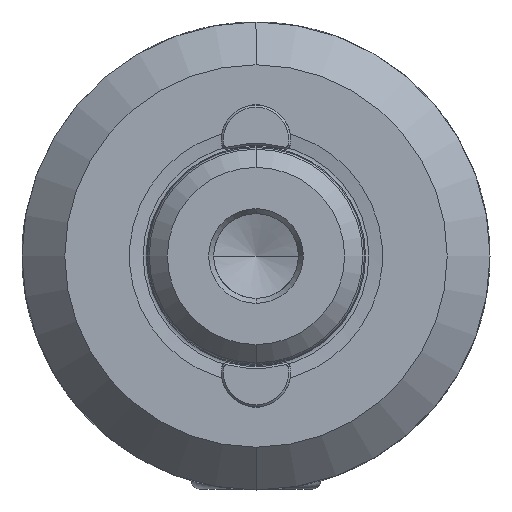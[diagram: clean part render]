
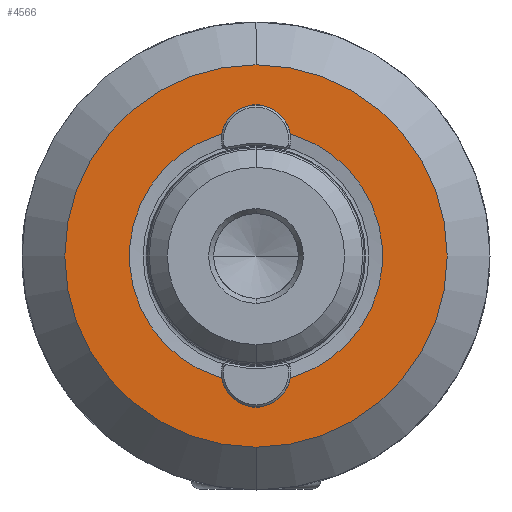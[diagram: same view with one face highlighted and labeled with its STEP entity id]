
A CAD part, left-side view. The second image highlights one B-rep face of the part: STEP entity #4566.
In plain terms, the highlighted planar face has unit normal (-1, 0, 0).
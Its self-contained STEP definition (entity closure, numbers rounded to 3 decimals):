
#411 = CARTESIAN_POINT ( 'NONE',  ( -53.75, 0., 0. ) ) ;
#439 = VERTEX_POINT ( 'NONE', #9199 ) ;
#2014 = PLANE ( 'NONE',  #19773 ) ;
#2452 = ORIENTED_EDGE ( 'NONE', *, *, #11978, .F. ) ;
#3051 = EDGE_CURVE ( 'NONE', #14105, #11373, #12962, .T. ) ;
#3158 = DIRECTION ( 'NONE',  ( 0., 0., 1. ) ) ;
#4019 = VERTEX_POINT ( 'NONE', #9614 ) ;
#4194 = ORIENTED_EDGE ( 'NONE', *, *, #5846, .T. ) ;
#4262 = EDGE_CURVE ( 'NONE', #11373, #33352, #6682, .T. ) ;
#4566 = ADVANCED_FACE ( 'NONE', ( #7078, #15021 ), #2014, .F. ) ;
#4969 = DIRECTION ( 'NONE',  ( 0., 0., 1. ) ) ;
#5198 = DIRECTION ( 'NONE',  ( -1., 0., 0. ) ) ;
#5785 = VERTEX_POINT ( 'NONE', #10486 ) ;
#5846 = EDGE_CURVE ( 'NONE', #5785, #439, #24167, .T. ) ;
#6138 = CIRCLE ( 'NONE', #19690, 2. ) ;
#6630 = ORIENTED_EDGE ( 'NONE', *, *, #24392, .F. ) ;
#6682 = CIRCLE ( 'NONE', #30282, 12.715 ) ;
#7078 = FACE_OUTER_BOUND ( 'NONE', #16926, .T. ) ;
#7237 = DIRECTION ( 'NONE',  ( 1., 0., 0. ) ) ;
#8621 = EDGE_CURVE ( 'NONE', #4019, #21119, #28096, .T. ) ;
#8665 = CIRCLE ( 'NONE', #30889, 2. ) ;
#9199 = CARTESIAN_POINT ( 'NONE',  ( -53.75, 0., 19.2 ) ) ;
#9614 = CARTESIAN_POINT ( 'NONE',  ( -53.75, 0., 15.2 ) ) ;
#10486 = CARTESIAN_POINT ( 'NONE',  ( -53.75, 0., -19.2 ) ) ;
#10580 = DIRECTION ( 'NONE',  ( -1., 0., 0. ) ) ;
#11373 = VERTEX_POINT ( 'NONE', #19749 ) ;
#11978 = EDGE_CURVE ( 'NONE', #12148, #14105, #8665, .T. ) ;
#12148 = VERTEX_POINT ( 'NONE', #15950 ) ;
#12367 = CARTESIAN_POINT ( 'NONE',  ( -53.75, 1.899, 12.572 ) ) ;
#12453 = DIRECTION ( 'NONE',  ( 0., 0., 1. ) ) ;
#12829 = DIRECTION ( 'NONE',  ( 0., 0., -1. ) ) ;
#12942 = DIRECTION ( 'NONE',  ( 0., 0., 1. ) ) ;
#12962 = CIRCLE ( 'NONE', #25063, 2. ) ;
#13759 = CARTESIAN_POINT ( 'NONE',  ( -53.75, 0., 0. ) ) ;
#13899 = DIRECTION ( 'NONE',  ( -1., 0., 0. ) ) ;
#14105 = VERTEX_POINT ( 'NONE', #24533 ) ;
#14582 = CIRCLE ( 'NONE', #29562, 12.715 ) ;
#15021 = FACE_BOUND ( 'NONE', #30776, .T. ) ;
#15605 = ORIENTED_EDGE ( 'NONE', *, *, #4262, .F. ) ;
#15923 = ORIENTED_EDGE ( 'NONE', *, *, #22871, .F. ) ;
#15950 = CARTESIAN_POINT ( 'NONE',  ( -53.75, 1.899, -12.572 ) ) ;
#16926 = EDGE_LOOP ( 'NONE', ( #4194, #30793 ) ) ;
#18092 = AXIS2_PLACEMENT_3D ( 'NONE', #34291, #10580, #21126 ) ;
#18126 = DIRECTION ( 'NONE',  ( 0., 0., 1. ) ) ;
#18225 = DIRECTION ( 'NONE',  ( -1., 0., 0. ) ) ;
#18228 = CARTESIAN_POINT ( 'NONE',  ( -53.75, -12.715, 0. ) ) ;
#18705 = ORIENTED_EDGE ( 'NONE', *, *, #8621, .F. ) ;
#19690 = AXIS2_PLACEMENT_3D ( 'NONE', #33795, #25834, #28485 ) ;
#19749 = CARTESIAN_POINT ( 'NONE',  ( -53.75, -1.899, -12.572 ) ) ;
#19773 = AXIS2_PLACEMENT_3D ( 'NONE', #18228, #7237, #12829 ) ;
#21119 = VERTEX_POINT ( 'NONE', #12367 ) ;
#21126 = DIRECTION ( 'NONE',  ( 0., 0., 1. ) ) ;
#22200 = DIRECTION ( 'NONE',  ( -1., 0., 0. ) ) ;
#22871 = EDGE_CURVE ( 'NONE', #21119, #12148, #14582, .T. ) ;
#23047 = CIRCLE ( 'NONE', #18092, 19.2 ) ;
#23247 = CARTESIAN_POINT ( 'NONE',  ( -53.75, 0., 0. ) ) ;
#23582 = CARTESIAN_POINT ( 'NONE',  ( -53.75, 0., -13.2 ) ) ;
#24167 = CIRCLE ( 'NONE', #33877, 19.2 ) ;
#24392 = EDGE_CURVE ( 'NONE', #33352, #4019, #6138, .T. ) ;
#24533 = CARTESIAN_POINT ( 'NONE',  ( -53.75, 0., -15.2 ) ) ;
#25063 = AXIS2_PLACEMENT_3D ( 'NONE', #33856, #26114, #18126 ) ;
#25728 = DIRECTION ( 'NONE',  ( -1., 0., 0. ) ) ;
#25834 = DIRECTION ( 'NONE',  ( -1., 0., 0. ) ) ;
#26114 = DIRECTION ( 'NONE',  ( -1., 0., 0. ) ) ;
#26322 = CARTESIAN_POINT ( 'NONE',  ( -53.75, 0., 13.2 ) ) ;
#26327 = CARTESIAN_POINT ( 'NONE',  ( -53.75, -1.899, 12.572 ) ) ;
#26667 = ORIENTED_EDGE ( 'NONE', *, *, #3051, .F. ) ;
#28096 = CIRCLE ( 'NONE', #29923, 2. ) ;
#28485 = DIRECTION ( 'NONE',  ( 0., 0., 1. ) ) ;
#29562 = AXIS2_PLACEMENT_3D ( 'NONE', #13759, #22200, #3158 ) ;
#29923 = AXIS2_PLACEMENT_3D ( 'NONE', #26322, #18225, #12942 ) ;
#30282 = AXIS2_PLACEMENT_3D ( 'NONE', #411, #13899, #32584 ) ;
#30776 = EDGE_LOOP ( 'NONE', ( #6630, #15605, #26667, #2452, #15923, #18705 ) ) ;
#30793 = ORIENTED_EDGE ( 'NONE', *, *, #31214, .T. ) ;
#30889 = AXIS2_PLACEMENT_3D ( 'NONE', #23582, #5198, #4969 ) ;
#31214 = EDGE_CURVE ( 'NONE', #439, #5785, #23047, .T. ) ;
#32584 = DIRECTION ( 'NONE',  ( 0., 0., 1. ) ) ;
#33352 = VERTEX_POINT ( 'NONE', #26327 ) ;
#33795 = CARTESIAN_POINT ( 'NONE',  ( -53.75, 0., 13.2 ) ) ;
#33856 = CARTESIAN_POINT ( 'NONE',  ( -53.75, 0., -13.2 ) ) ;
#33877 = AXIS2_PLACEMENT_3D ( 'NONE', #23247, #25728, #12453 ) ;
#34291 = CARTESIAN_POINT ( 'NONE',  ( -53.75, 0., 0. ) ) ;
